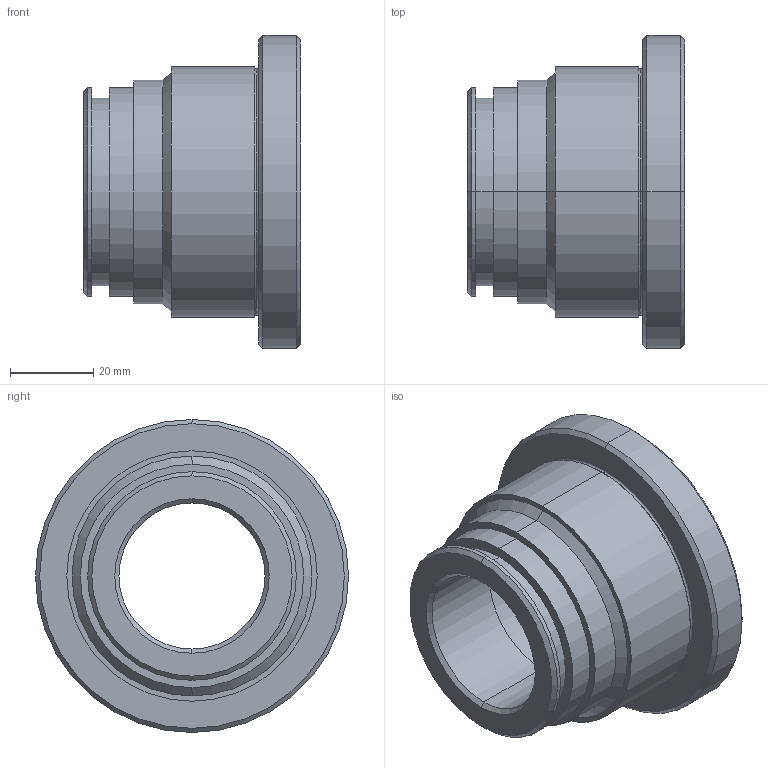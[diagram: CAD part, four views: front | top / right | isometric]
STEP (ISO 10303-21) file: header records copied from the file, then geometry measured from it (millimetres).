
FILE_DESCRIPTION (( 'STEP AP203' ), '1' );
FILE_NAME ('R238.002.112.STEP', '2015-06-09T12:24:57', ( '' ), ( '' ), 'SwSTEP 2.0', 'SolidWorks 2012', '' );
FILE_SCHEMA (( 'CONFIG_CONTROL_DESIGN' ));
Length unit declared in the file: millimetre
Products named in the file (1): R238.002.112
Bounding box: 52 x 75 x 75 mm (x, y, z)
Volume: 72608.5 mm3; surface area: 23771.6 mm2
Topology: 1 solids, 1 shells, 50 faces, 100 edges, 62 vertices
Faces by surface type: cylinder 24, plane 12, cone 10, torus 4
Entity records: 1399 total; most frequent: DIRECTION 268, CARTESIAN_POINT 213, ORIENTED_EDGE 200, AXIS2_PLACEMENT_3D 117, EDGE_CURVE 100, CIRCLE 66, VERTEX_POINT 62, EDGE_LOOP 62
